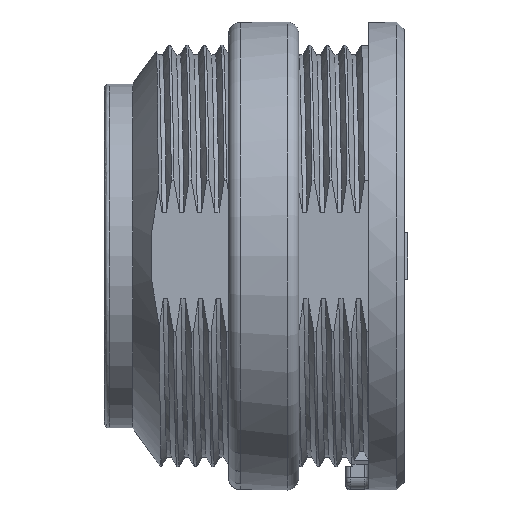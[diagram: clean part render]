
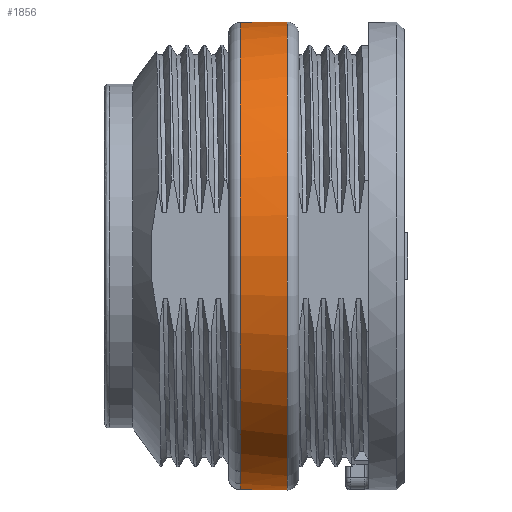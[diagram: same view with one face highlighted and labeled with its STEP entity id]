
A CAD part, top view. The second image highlights one B-rep face of the part: STEP entity #1856.
In plain terms, the highlighted cylindrical face has radius 10 mm (diameter 20 mm), a full revolution.
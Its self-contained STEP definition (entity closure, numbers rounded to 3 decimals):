
#985=CYLINDRICAL_SURFACE('',#6656,10.);
#1856=ADVANCED_FACE('',(#2849,#2850),#985,.T.);
#2268=LINE('',#35736,#2616);
#2273=LINE('',#35894,#2621);
#2278=LINE('',#36299,#2626);
#2282=LINE('',#36346,#2630);
#2616=VECTOR('',#7293,1.);
#2621=VECTOR('',#7300,1.);
#2626=VECTOR('',#7329,1.);
#2630=VECTOR('',#7335,1.);
#2849=FACE_BOUND('',#3067,.T.);
#2850=FACE_BOUND('',#3068,.T.);
#3067=EDGE_LOOP('',(#4291));
#3068=EDGE_LOOP('',(#4292,#4293,#4294,#4295,#4296,#4297,#4298,#4299));
#4291=ORIENTED_EDGE('',*,*,#6076,.F.);
#4292=ORIENTED_EDGE('',*,*,#6068,.F.);
#4293=ORIENTED_EDGE('',*,*,#6048,.T.);
#4294=ORIENTED_EDGE('',*,*,#6074,.T.);
#4295=ORIENTED_EDGE('',*,*,#6077,.T.);
#4296=ORIENTED_EDGE('',*,*,#6022,.F.);
#4297=ORIENTED_EDGE('',*,*,#6078,.T.);
#4298=ORIENTED_EDGE('',*,*,#6038,.T.);
#4299=ORIENTED_EDGE('',*,*,#6079,.T.);
#5288=VERTEX_POINT('',#35735);
#5289=VERTEX_POINT('',#35737);
#5301=VERTEX_POINT('',#35893);
#5302=VERTEX_POINT('',#35895);
#5309=VERTEX_POINT('',#35931);
#5310=VERTEX_POINT('',#35933);
#5319=VERTEX_POINT('',#36300);
#5322=VERTEX_POINT('',#36345);
#5323=VERTEX_POINT('',#36350);
#6022=EDGE_CURVE('',#5288,#5289,#2268,.T.);
#6038=EDGE_CURVE('',#5302,#5301,#2273,.T.);
#6048=EDGE_CURVE('',#5310,#5309,#6433,.T.);
#6068=EDGE_CURVE('',#5310,#5319,#2278,.T.);
#6074=EDGE_CURVE('',#5309,#5322,#2282,.T.);
#6076=EDGE_CURVE('',#5323,#5323,#6437,.T.);
#6077=EDGE_CURVE('',#5322,#5289,#6438,.T.);
#6078=EDGE_CURVE('',#5288,#5302,#6439,.T.);
#6079=EDGE_CURVE('',#5301,#5319,#6440,.T.);
#6433=CIRCLE('',#6642,10.);
#6437=CIRCLE('',#6652,10.);
#6438=CIRCLE('',#6653,10.);
#6439=CIRCLE('',#6654,10.);
#6440=CIRCLE('',#6655,10.);
#6642=AXIS2_PLACEMENT_3D('',#35932,#7312,#7313);
#6652=AXIS2_PLACEMENT_3D('',#36349,#7339,#7340);
#6653=AXIS2_PLACEMENT_3D('',#36351,#7341,#7342);
#6654=AXIS2_PLACEMENT_3D('',#36352,#7343,#7344);
#6655=AXIS2_PLACEMENT_3D('',#36353,#7345,#7346);
#6656=AXIS2_PLACEMENT_3D('',#36354,#7347,#7348);
#7293=DIRECTION('',(-1.,0.,0.));
#7300=DIRECTION('',(-1.,0.,0.));
#7312=DIRECTION('',(1.,0.,0.));
#7313=DIRECTION('',(0.,1.,0.));
#7329=DIRECTION('',(-1.,0.,0.));
#7335=DIRECTION('',(-1.,0.,0.));
#7339=DIRECTION('',(1.,0.,0.));
#7340=DIRECTION('',(0.,1.,0.));
#7341=DIRECTION('',(1.,0.,0.));
#7342=DIRECTION('',(0.,1.,0.));
#7343=DIRECTION('',(1.,0.,0.));
#7344=DIRECTION('',(0.,1.,0.));
#7345=DIRECTION('',(1.,0.,0.));
#7346=DIRECTION('',(0.,1.,0.));
#7347=DIRECTION('',(1.,0.,0.));
#7348=DIRECTION('',(0.,1.,0.));
#35735=CARTESIAN_POINT('',(-0.1,-9.982,0.6));
#35736=CARTESIAN_POINT('',(-0.1,-9.982,0.6));
#35737=CARTESIAN_POINT('',(-0.6,-9.982,0.6));
#35893=CARTESIAN_POINT('',(-0.6,-9.982,-0.6));
#35894=CARTESIAN_POINT('',(-0.1,-9.982,-0.6));
#35895=CARTESIAN_POINT('',(-0.1,-9.982,-0.6));
#35931=CARTESIAN_POINT('',(-0.1,9.982,0.6));
#35932=CARTESIAN_POINT('',(-0.1,0.,0.));
#35933=CARTESIAN_POINT('',(-0.1,9.982,-0.6));
#36299=CARTESIAN_POINT('',(-0.1,9.982,-0.6));
#36300=CARTESIAN_POINT('',(-0.6,9.982,-0.6));
#36345=CARTESIAN_POINT('',(-0.6,9.982,0.6));
#36346=CARTESIAN_POINT('',(1.9,9.982,0.6));
#36349=CARTESIAN_POINT('',(1.4,0.,0.));
#36350=CARTESIAN_POINT('',(1.4,10.,0.));
#36351=CARTESIAN_POINT('',(-0.6,0.,0.));
#36352=CARTESIAN_POINT('',(-0.1,0.,0.));
#36353=CARTESIAN_POINT('',(-0.6,0.,0.));
#36354=CARTESIAN_POINT('',(1.9,0.,0.));
